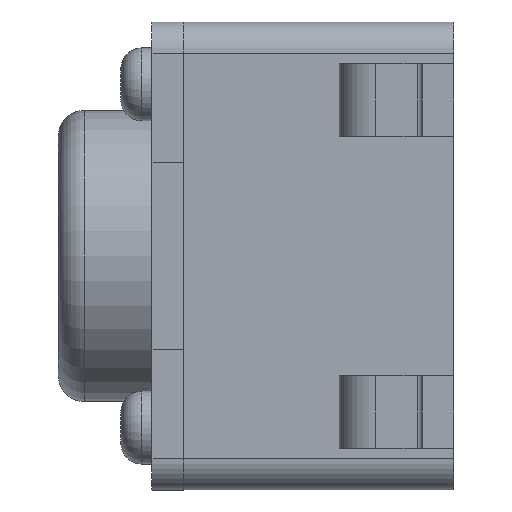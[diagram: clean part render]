
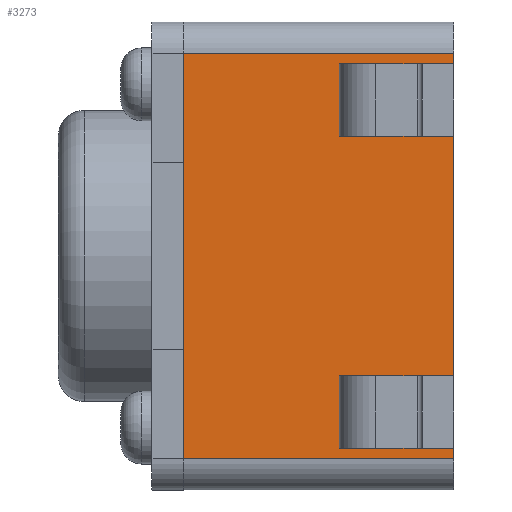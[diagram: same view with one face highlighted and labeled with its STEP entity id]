
A CAD part, left-side view. The second image highlights one B-rep face of the part: STEP entity #3273.
In plain terms, the highlighted planar face has unit normal (-1, 0, 0).
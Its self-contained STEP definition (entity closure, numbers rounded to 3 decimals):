
#305 = LINE ( 'NONE', #920, #372 ) ;
#360 = EDGE_CURVE ( 'NONE', #389, #676, #305, .T. ) ;
#372 = VECTOR ( 'NONE', #3530, 1000. ) ;
#389 = VERTEX_POINT ( 'NONE', #2429 ) ;
#500 = VECTOR ( 'NONE', #2291, 1000. ) ;
#509 = CARTESIAN_POINT ( 'NONE',  ( -2.25, 0., 1.95 ) ) ;
#580 = VERTEX_POINT ( 'NONE', #1019 ) ;
#624 = ORIENTED_EDGE ( 'NONE', *, *, #1124, .F. ) ;
#676 = VERTEX_POINT ( 'NONE', #1994 ) ;
#920 = CARTESIAN_POINT ( 'NONE',  ( -2.25, 2.6, -1.95 ) ) ;
#985 = EDGE_LOOP ( 'NONE', ( #2133, #1975, #624, #1967 ) ) ;
#987 = EDGE_CURVE ( 'NONE', #676, #1639, #2324, .T. ) ;
#1019 = CARTESIAN_POINT ( 'NONE',  ( -2.25, 2.6, 1.95 ) ) ;
#1052 = DIRECTION ( 'NONE',  ( 0., 0., -1. ) ) ;
#1124 = EDGE_CURVE ( 'NONE', #389, #580, #3068, .T. ) ;
#1594 = AXIS2_PLACEMENT_3D ( 'NONE', #2500, #3660, #1052 ) ;
#1639 = VERTEX_POINT ( 'NONE', #2415 ) ;
#1799 = CARTESIAN_POINT ( 'NONE',  ( -2.25, 2.6, 1.95 ) ) ;
#1907 = DIRECTION ( 'NONE',  ( 0., -1., 0. ) ) ;
#1967 = ORIENTED_EDGE ( 'NONE', *, *, #360, .T. ) ;
#1970 = PLANE ( 'NONE',  #1594 ) ;
#1975 = ORIENTED_EDGE ( 'NONE', *, *, #2879, .F. ) ;
#1994 = CARTESIAN_POINT ( 'NONE',  ( -2.25, 0., -1.95 ) ) ;
#2111 = VECTOR ( 'NONE', #1907, 1000. ) ;
#2133 = ORIENTED_EDGE ( 'NONE', *, *, #987, .T. ) ;
#2274 = FACE_OUTER_BOUND ( 'NONE', #985, .T. ) ;
#2291 = DIRECTION ( 'NONE',  ( 0., 0., 1. ) ) ;
#2324 = LINE ( 'NONE', #509, #500 ) ;
#2415 = CARTESIAN_POINT ( 'NONE',  ( -2.25, 0., 1.95 ) ) ;
#2429 = CARTESIAN_POINT ( 'NONE',  ( -2.25, 2.6, -1.95 ) ) ;
#2500 = CARTESIAN_POINT ( 'NONE',  ( -2.25, 2.6, 1.95 ) ) ;
#2879 = EDGE_CURVE ( 'NONE', #580, #1639, #3308, .T. ) ;
#3068 = LINE ( 'NONE', #1799, #3309 ) ;
#3260 = DIRECTION ( 'NONE',  ( 0., 0., 1. ) ) ;
#3273 = ADVANCED_FACE ( 'NONE', ( #2274 ), #1970, .F. ) ;
#3308 = LINE ( 'NONE', #3326, #2111 ) ;
#3309 = VECTOR ( 'NONE', #3260, 1000. ) ;
#3326 = CARTESIAN_POINT ( 'NONE',  ( -2.25, 2.6, 1.95 ) ) ;
#3530 = DIRECTION ( 'NONE',  ( 0., -1., 0. ) ) ;
#3660 = DIRECTION ( 'NONE',  ( 1., 0., 0. ) ) ;
